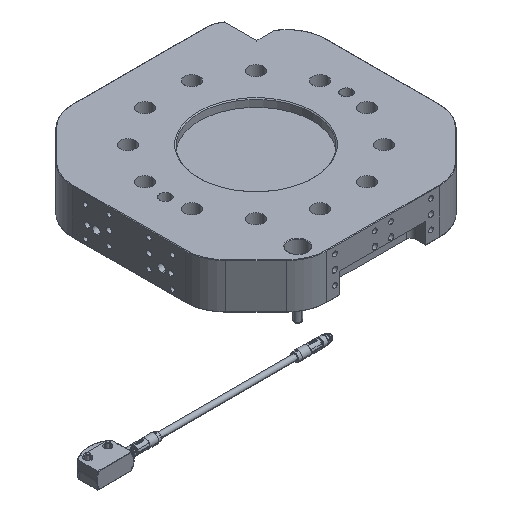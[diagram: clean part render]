
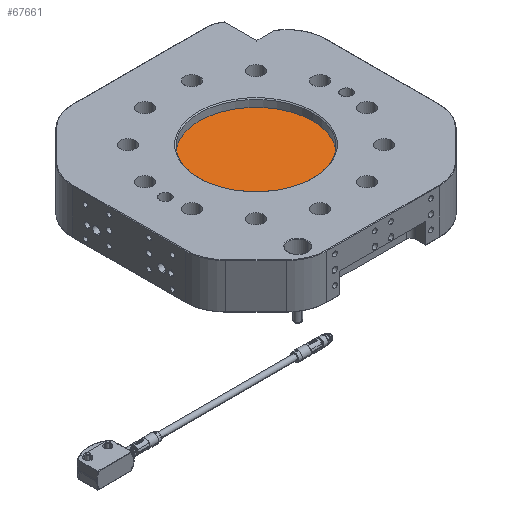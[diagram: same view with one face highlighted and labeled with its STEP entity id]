
A CAD part, isometric view. The second image highlights one B-rep face of the part: STEP entity #67661.
In plain terms, the highlighted planar face has unit normal (0, 0, 1).
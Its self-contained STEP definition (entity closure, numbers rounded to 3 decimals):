
#4104 = VERTEX_POINT ( 'NONE', #5203 ) ;
#5203 = CARTESIAN_POINT ( 'NONE',  ( -62.5, 0., 41.5 ) ) ;
#6029 = EDGE_LOOP ( 'NONE', ( #108452, #13629 ) ) ;
#9545 = PLANE ( 'NONE',  #75636 ) ;
#13629 = ORIENTED_EDGE ( 'NONE', *, *, #25110, .T. ) ;
#15332 = CIRCLE ( 'NONE', #38022, 62.5 ) ;
#19447 = DIRECTION ( 'NONE',  ( 0., 0., 1. ) ) ;
#21548 = CARTESIAN_POINT ( 'NONE',  ( 0., 0., 41.5 ) ) ;
#25110 = EDGE_CURVE ( 'NONE', #4104, #101605, #15332, .T. ) ;
#26466 = CARTESIAN_POINT ( 'NONE',  ( 0., 0., 41.5 ) ) ;
#30091 = DIRECTION ( 'NONE',  ( 1., 0., 0. ) ) ;
#36441 = DIRECTION ( 'NONE',  ( 1., 0., 0. ) ) ;
#38022 = AXIS2_PLACEMENT_3D ( 'NONE', #26466, #112954, #36441 ) ;
#52812 = DIRECTION ( 'NONE',  ( 1., 0., 0. ) ) ;
#54210 = DIRECTION ( 'NONE',  ( 0., 0., 1. ) ) ;
#56838 = EDGE_CURVE ( 'NONE', #101605, #4104, #60529, .T. ) ;
#60529 = CIRCLE ( 'NONE', #87757, 62.5 ) ;
#65187 = CARTESIAN_POINT ( 'NONE',  ( 62.5, 0., 41.5 ) ) ;
#67661 = ADVANCED_FACE ( 'NONE', ( #129350 ), #9545, .T. ) ;
#75636 = AXIS2_PLACEMENT_3D ( 'NONE', #21548, #19447, #52812 ) ;
#87757 = AXIS2_PLACEMENT_3D ( 'NONE', #108069, #54210, #30091 ) ;
#101605 = VERTEX_POINT ( 'NONE', #65187 ) ;
#108069 = CARTESIAN_POINT ( 'NONE',  ( 0., 0., 41.5 ) ) ;
#108452 = ORIENTED_EDGE ( 'NONE', *, *, #56838, .T. ) ;
#112954 = DIRECTION ( 'NONE',  ( 0., 0., 1. ) ) ;
#129350 = FACE_OUTER_BOUND ( 'NONE', #6029, .T. ) ;
